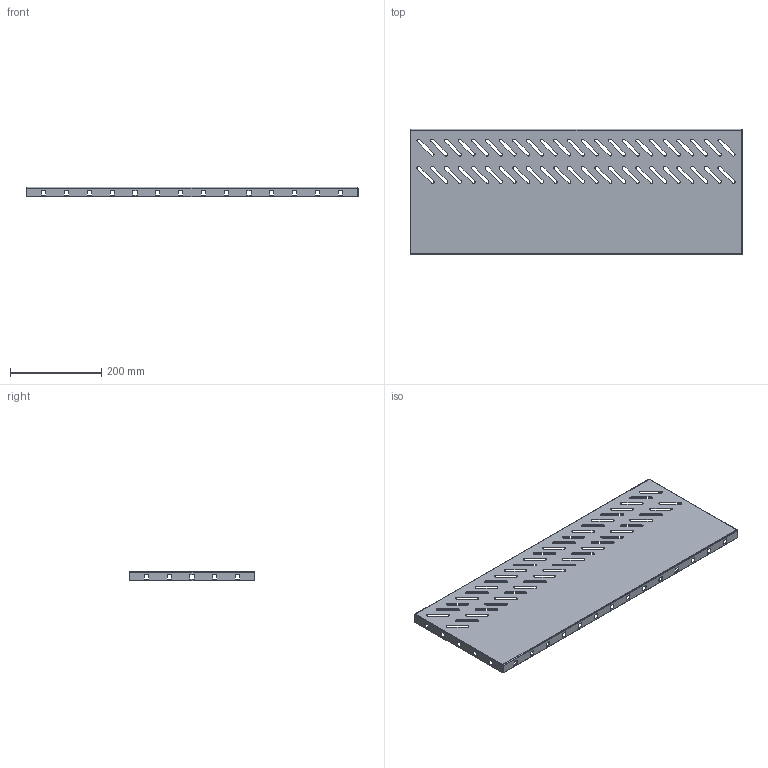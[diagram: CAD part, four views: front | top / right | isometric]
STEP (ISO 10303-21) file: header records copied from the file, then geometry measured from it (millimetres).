
FILE_DESCRIPTION (( 'STEP AP214' ), '1' );
FILE_NAME ('ÌÈ-2552.00.00.001 Ïåðåãîðîäêà ãîðèçîíòàëüíàÿ 800õ400.STEP', '2022-12-09T06:30:26', ( '' ), ( '' ), 'SwSTEP 2.0', 'SolidWorks 2021', '' );
FILE_SCHEMA (( 'AUTOMOTIVE_DESIGN' ));
Length unit declared in the file: millimetre
Products named in the file (1): ÌÈ-2552.00.00.001 Ïåðåãîðîäêà ãîðèçîíòàëüíàÿ 800õ400
Bounding box: 728 x 275 x 21 mm (x, y, z)
Volume: 219790.9 mm3; surface area: 448166.1 mm2
Topology: 1 solids, 1 shells, 420 faces, 1222 edges, 804 vertices
Faces by surface type: plane 266, cylinder 146, bspline 8
Entity records: 14848 total; most frequent: CARTESIAN_POINT 3199, ORIENTED_EDGE 2444, DIRECTION 2296, EDGE_CURVE 1222, LINE 918, VECTOR 918, VERTEX_POINT 804, AXIS2_PLACEMENT_3D 689
